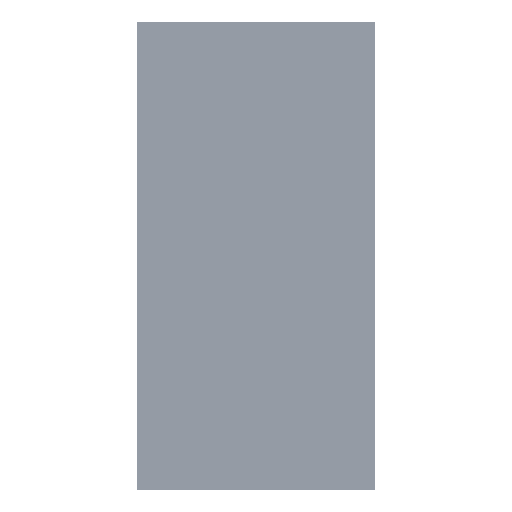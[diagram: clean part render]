
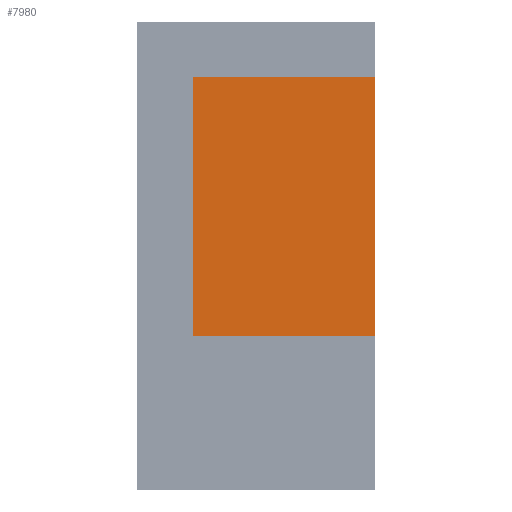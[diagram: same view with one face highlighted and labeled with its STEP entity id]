
A CAD part, left-side view. The second image highlights one B-rep face of the part: STEP entity #7980.
In plain terms, the highlighted planar face has unit normal (-1, 0, 0).
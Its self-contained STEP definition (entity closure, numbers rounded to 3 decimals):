
#6480=CARTESIAN_POINT('',(-42.,-65.15,-1151.6));
#6490=DIRECTION('',(0.,0.,1.));
#6500=VECTOR('',#6490,1.);
#6510=LINE('',#6480,#6500);
#6520=CARTESIAN_POINT('',(-42.,-65.15,-2352.25));
#6530=VERTEX_POINT('',#6520);
#6540=CARTESIAN_POINT('',(-42.,-65.15,-1273.75));
#6550=VERTEX_POINT('',#6540);
#6560=EDGE_CURVE('',#6530,#6550,#6510,.T.);
#7260=CARTESIAN_POINT('',(-42.,-826.65,-2352.25));
#7270=VERTEX_POINT('',#7260);
#7300=CARTESIAN_POINT('',(-42.,-826.65,-1151.6));
#7310=DIRECTION('',(0.,0.,-1.));
#7320=VECTOR('',#7310,1.);
#7330=LINE('',#7300,#7320);
#7340=CARTESIAN_POINT('',(-42.,-826.65,-1273.75));
#7350=VERTEX_POINT('',#7340);
#7360=EDGE_CURVE('',#7350,#7270,#7330,.T.);
#7770=CARTESIAN_POINT('',(-42.,-126.65,-2623.088));
#7780=DIRECTION('',(-1.,0.,0.));
#7790=DIRECTION('',(0.,0.,1.));
#7800=AXIS2_PLACEMENT_3D('',#7770,#7780,#7790);
#7810=PLANE('',#7800);
#7820=CARTESIAN_POINT('',(-42.,-193.9,-1273.75));
#7830=DIRECTION('',(0.,1.,0.));
#7840=VECTOR('',#7830,1.);
#7850=LINE('',#7820,#7840);
#7860=EDGE_CURVE('',#7350,#6550,#7850,.T.);
#7870=ORIENTED_EDGE('',*,*,#7860,.T.);
#7880=ORIENTED_EDGE('',*,*,#7360,.F.);
#7890=CARTESIAN_POINT('',(-42.,-193.9,-2352.25));
#7900=DIRECTION('',(0.,-1.,0.));
#7910=VECTOR('',#7900,1.);
#7920=LINE('',#7890,#7910);
#7930=EDGE_CURVE('',#6530,#7270,#7920,.T.);
#7940=ORIENTED_EDGE('',*,*,#7930,.T.);
#7950=ORIENTED_EDGE('',*,*,#6560,.F.);
#7960=EDGE_LOOP('',(#7950,#7940,#7880,#7870));
#7970=FACE_OUTER_BOUND('',#7960,.T.);
#7980=ADVANCED_FACE('',(#7970),#7810,.T.);
